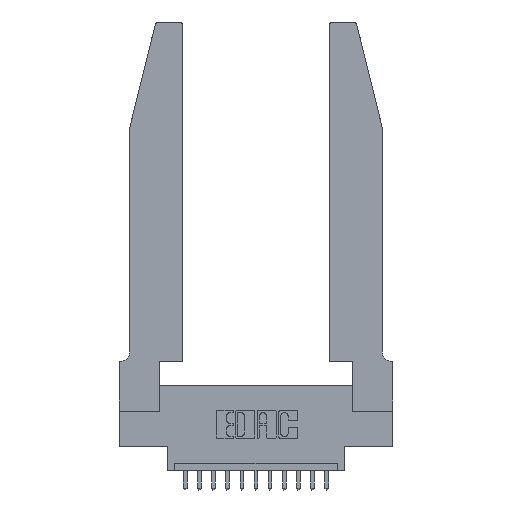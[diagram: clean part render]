
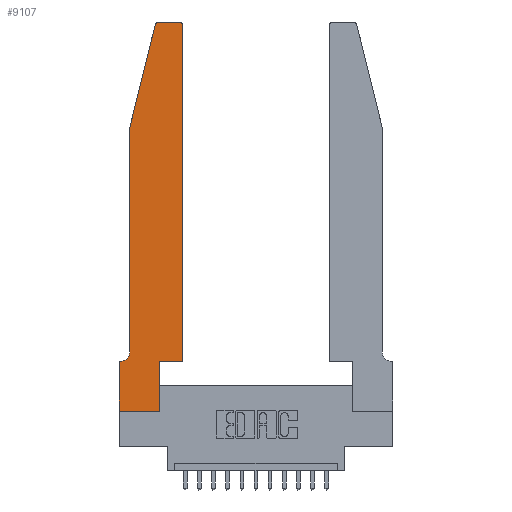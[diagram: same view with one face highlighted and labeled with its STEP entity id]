
A CAD part, top view. The second image highlights one B-rep face of the part: STEP entity #9107.
In plain terms, the highlighted planar face has unit normal (0, 0, 1).
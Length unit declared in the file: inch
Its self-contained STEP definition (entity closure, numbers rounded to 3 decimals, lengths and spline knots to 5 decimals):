
#24 = VECTOR ( 'NONE', #16646, 39.37008 ) ;
#30 = VERTEX_POINT ( 'NONE', #16738 ) ;
#220 = VECTOR ( 'NONE', #15294, 39.37008 ) ;
#252 = CARTESIAN_POINT ( 'NONE',  ( 0.284, 2.72, 0.37 ) ) ;
#361 = LINE ( 'NONE', #2115, #17364 ) ;
#778 = CARTESIAN_POINT ( 'NONE',  ( 0.4505, 0.35, 0.37 ) ) ;
#974 = ORIENTED_EDGE ( 'NONE', *, *, #16884, .T. ) ;
#1036 = DIRECTION ( 'NONE',  ( -1., 0., 0. ) ) ;
#1058 = FACE_OUTER_BOUND ( 'NONE', #5638, .T. ) ;
#1258 = CARTESIAN_POINT ( 'NONE',  ( 0.2865, 0.35, 0.37 ) ) ;
#1364 = CIRCLE ( 'NONE', #9413, 0.03 ) ;
#1504 = EDGE_CURVE ( 'NONE', #16517, #14323, #4387, .T. ) ;
#1614 = CARTESIAN_POINT ( 'NONE',  ( 0., 0., 0.37 ) ) ;
#2097 = LINE ( 'NONE', #14153, #6661 ) ;
#2115 = CARTESIAN_POINT ( 'NONE',  ( 0.4505, 0.35, 0.37 ) ) ;
#2212 = CARTESIAN_POINT ( 'NONE',  ( 0.2605, 2.75, 0.37 ) ) ;
#2324 = DIRECTION ( 'NONE',  ( -1., 0., 0. ) ) ;
#2496 = CARTESIAN_POINT ( 'NONE',  ( 0.0755, 0.35, 0.37 ) ) ;
#2560 = CARTESIAN_POINT ( 'NONE',  ( 0., 0., 0.37 ) ) ;
#2988 = DIRECTION ( 'NONE',  ( 0., 0., 1. ) ) ;
#3142 = EDGE_CURVE ( 'NONE', #5176, #14035, #5728, .T. ) ;
#3322 = CARTESIAN_POINT ( 'NONE',  ( 0., 0., 0.37 ) ) ;
#3487 = PLANE ( 'NONE',  #14330 ) ;
#3494 = DIRECTION ( 'NONE',  ( 1., 0., 0. ) ) ;
#3681 = ORIENTED_EDGE ( 'NONE', *, *, #7638, .T. ) ;
#3716 = CARTESIAN_POINT ( 'NONE',  ( 0.0055, 0.42, 0.37 ) ) ;
#3819 = DIRECTION ( 'NONE',  ( 0., 0., 1. ) ) ;
#3935 = VERTEX_POINT ( 'NONE', #7436 ) ;
#4064 = CARTESIAN_POINT ( 'NONE',  ( 0.4205, 2.75, 0.37 ) ) ;
#4157 = AXIS2_PLACEMENT_3D ( 'NONE', #9073, #3819, #10324 ) ;
#4189 = ORIENTED_EDGE ( 'NONE', *, *, #7673, .T. ) ;
#4267 = EDGE_CURVE ( 'NONE', #9523, #12992, #1364, .T. ) ;
#4380 = CARTESIAN_POINT ( 'NONE',  ( 0.2865, 0., 0.37 ) ) ;
#4387 = LINE ( 'NONE', #11602, #14704 ) ;
#4813 = CIRCLE ( 'NONE', #14870, 0.07 ) ;
#5176 = VERTEX_POINT ( 'NONE', #4380 ) ;
#5416 = ORIENTED_EDGE ( 'NONE', *, *, #4267, .T. ) ;
#5548 = DIRECTION ( 'NONE',  ( 1., 0., 0. ) ) ;
#5638 = EDGE_LOOP ( 'NONE', ( #7956, #5416, #4189, #14572, #13461, #15315, #974, #3681, #7516, #11388, #9359, #8783 ) ) ;
#5718 = VERTEX_POINT ( 'NONE', #11524 ) ;
#5728 = LINE ( 'NONE', #15779, #16097 ) ;
#5836 = CARTESIAN_POINT ( 'NONE',  ( 0.284, 2.75, 0.37 ) ) ;
#6049 = CARTESIAN_POINT ( 'NONE',  ( 0.25487, 2.72718, 0.37 ) ) ;
#6124 = VECTOR ( 'NONE', #11087, 39.37008 ) ;
#6132 = DIRECTION ( 'NONE',  ( 0., -1., 0. ) ) ;
#6202 = DIRECTION ( 'NONE',  ( -1., 0., 0. ) ) ;
#6448 = DIRECTION ( 'NONE',  ( 0., 1., 0. ) ) ;
#6661 = VECTOR ( 'NONE', #6132, 39.37008 ) ;
#6946 = EDGE_CURVE ( 'NONE', #30, #3935, #4813, .T. ) ;
#7220 = VECTOR ( 'NONE', #1036, 39.37008 ) ;
#7436 = CARTESIAN_POINT ( 'NONE',  ( 0.0055, 0.35, 0.37 ) ) ;
#7516 = ORIENTED_EDGE ( 'NONE', *, *, #3142, .T. ) ;
#7580 = DIRECTION ( 'NONE',  ( 1., 0., 0. ) ) ;
#7638 = EDGE_CURVE ( 'NONE', #17147, #5176, #16569, .T. ) ;
#7673 = EDGE_CURVE ( 'NONE', #12992, #13942, #12780, .T. ) ;
#7956 = ORIENTED_EDGE ( 'NONE', *, *, #12520, .T. ) ;
#8292 = CARTESIAN_POINT ( 'NONE',  ( 0.4505, 2.72, 0.37 ) ) ;
#8783 = ORIENTED_EDGE ( 'NONE', *, *, #15796, .T. ) ;
#9073 = CARTESIAN_POINT ( 'NONE',  ( 0.4205, 2.72, 0.37 ) ) ;
#9107 = ADVANCED_FACE ( 'NONE', ( #1058 ), #3487, .T. ) ;
#9359 = ORIENTED_EDGE ( 'NONE', *, *, #1504, .T. ) ;
#9413 = AXIS2_PLACEMENT_3D ( 'NONE', #252, #2988, #5548 ) ;
#9523 = VERTEX_POINT ( 'NONE', #5836 ) ;
#9655 = EDGE_CURVE ( 'NONE', #13942, #30, #2097, .T. ) ;
#9731 = LINE ( 'NONE', #2212, #7220 ) ;
#9935 = LINE ( 'NONE', #2496, #15136 ) ;
#9990 = CARTESIAN_POINT ( 'NONE',  ( 0.0755, 2., 0.37 ) ) ;
#10324 = DIRECTION ( 'NONE',  ( 1., 0., 0. ) ) ;
#10494 = CARTESIAN_POINT ( 'NONE',  ( 0.0755, 2., 0.37 ) ) ;
#11087 = DIRECTION ( 'NONE',  ( 0., -1., 0. ) ) ;
#11205 = CIRCLE ( 'NONE', #4157, 0.03 ) ;
#11388 = ORIENTED_EDGE ( 'NONE', *, *, #11929, .T. ) ;
#11524 = CARTESIAN_POINT ( 'NONE',  ( 0., 0.35, 0.37 ) ) ;
#11586 = CARTESIAN_POINT ( 'NONE',  ( 0., 0.35, 0.37 ) ) ;
#11602 = CARTESIAN_POINT ( 'NONE',  ( 0.4505, 0.35, 0.37 ) ) ;
#11654 = DIRECTION ( 'NONE',  ( 0., 1., 0. ) ) ;
#11699 = DIRECTION ( 'NONE',  ( 0., 0., -1. ) ) ;
#11929 = EDGE_CURVE ( 'NONE', #14035, #16517, #361, .T. ) ;
#12442 = LINE ( 'NONE', #1614, #6124 ) ;
#12520 = EDGE_CURVE ( 'NONE', #12660, #9523, #9731, .T. ) ;
#12660 = VERTEX_POINT ( 'NONE', #4064 ) ;
#12780 = LINE ( 'NONE', #9990, #24 ) ;
#12992 = VERTEX_POINT ( 'NONE', #6049 ) ;
#13461 = ORIENTED_EDGE ( 'NONE', *, *, #6946, .T. ) ;
#13942 = VERTEX_POINT ( 'NONE', #10494 ) ;
#14035 = VERTEX_POINT ( 'NONE', #1258 ) ;
#14153 = CARTESIAN_POINT ( 'NONE',  ( 0.0755, 2., 0.37 ) ) ;
#14323 = VERTEX_POINT ( 'NONE', #8292 ) ;
#14330 = AXIS2_PLACEMENT_3D ( 'NONE', #11586, #15670, #7580 ) ;
#14572 = ORIENTED_EDGE ( 'NONE', *, *, #9655, .T. ) ;
#14704 = VECTOR ( 'NONE', #11654, 39.37008 ) ;
#14870 = AXIS2_PLACEMENT_3D ( 'NONE', #3716, #11699, #6202 ) ;
#15136 = VECTOR ( 'NONE', #2324, 39.37008 ) ;
#15294 = DIRECTION ( 'NONE',  ( 1., 0., 0. ) ) ;
#15315 = ORIENTED_EDGE ( 'NONE', *, *, #15767, .T. ) ;
#15670 = DIRECTION ( 'NONE',  ( 0., 0., 1. ) ) ;
#15767 = EDGE_CURVE ( 'NONE', #3935, #5718, #9935, .T. ) ;
#15779 = CARTESIAN_POINT ( 'NONE',  ( 0.2865, 0.35, 0.37 ) ) ;
#15796 = EDGE_CURVE ( 'NONE', #14323, #12660, #11205, .T. ) ;
#16097 = VECTOR ( 'NONE', #6448, 39.37008 ) ;
#16517 = VERTEX_POINT ( 'NONE', #778 ) ;
#16569 = LINE ( 'NONE', #3322, #220 ) ;
#16646 = DIRECTION ( 'NONE',  ( -0.239, -0.971, 0. ) ) ;
#16738 = CARTESIAN_POINT ( 'NONE',  ( 0.0755, 0.42, 0.37 ) ) ;
#16884 = EDGE_CURVE ( 'NONE', #5718, #17147, #12442, .T. ) ;
#17147 = VERTEX_POINT ( 'NONE', #2560 ) ;
#17364 = VECTOR ( 'NONE', #3494, 39.37008 ) ;
